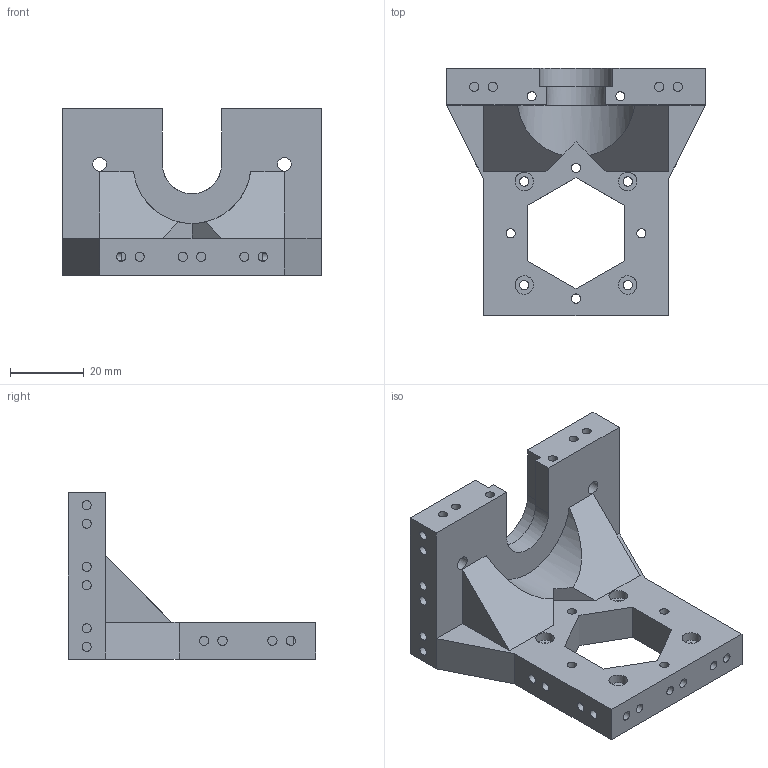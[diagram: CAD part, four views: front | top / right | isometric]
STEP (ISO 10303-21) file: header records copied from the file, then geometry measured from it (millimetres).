
FILE_DESCRIPTION(('FreeCAD Model'),'2;1');
FILE_NAME('res.STEP','2018-09-22T19:21:51',('FreeCAD'),('FreeCAD'), 'Open CASCADE STEP processor 6.9','FreeCAD','Unknown');
FILE_SCHEMA(('AUTOMOTIVE_DESIGN { 1 0 10303 214 1 1 1 1 }'));
Length unit declared in the file: millimetre
Products named in the file (1): Open CASCADE STEP translator 6.9 1
Bounding box: 70 x 67 x 45 mm (x, y, z)
Volume: 56041.1 mm3; surface area: 18167 mm2
Topology: 1 solids, 1 shells, 113 faces, 252 edges, 171 vertices
Faces by surface type: plane 64, cylinder 49
Full cylindrical faces by diameter (mm): 2.5 x40, 3.7 x2, 5 x4
Entity records: 6722 total; most frequent: CARTESIAN_POINT 1359, DIRECTION 1052, LINE 515, VECTOR 515, ORIENTED_EDGE 504, PCURVE 504, DEFINITIONAL_REPRESENTATION 504, EDGE_CURVE 252
